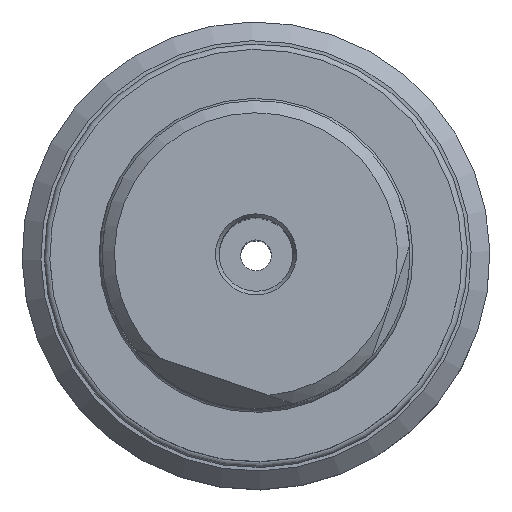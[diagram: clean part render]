
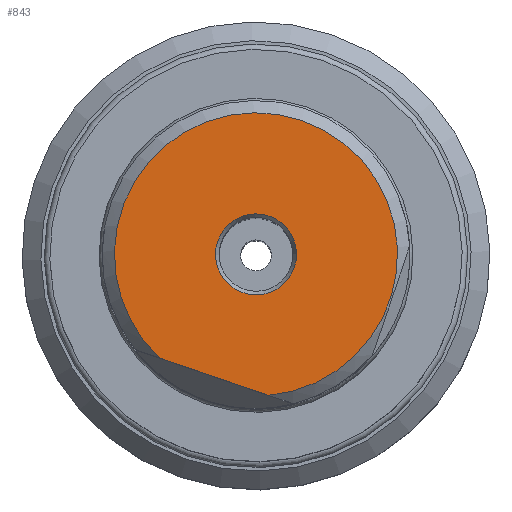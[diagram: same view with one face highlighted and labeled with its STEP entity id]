
A CAD part, top view. The second image highlights one B-rep face of the part: STEP entity #843.
In plain terms, the highlighted planar face has unit normal (0, 0, 1).
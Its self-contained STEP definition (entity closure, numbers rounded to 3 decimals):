
#78=CIRCLE('',#945,3.289);
#79=CIRCLE('',#946,11.5);
#175=ORIENTED_EDGE('',*,*,#375,.T.);
#176=ORIENTED_EDGE('',*,*,#376,.F.);
#177=ORIENTED_EDGE('',*,*,#377,.F.);
#375=EDGE_CURVE('',#469,#469,#78,.T.);
#376=EDGE_CURVE('',#470,#471,#79,.T.);
#377=EDGE_CURVE('',#471,#470,#536,.T.);
#469=VERTEX_POINT('',#1430);
#470=VERTEX_POINT('',#1432);
#471=VERTEX_POINT('',#1433);
#536=LINE('',#1434,#578);
#578=VECTOR('',#1153,1000.);
#617=EDGE_LOOP('',(#175));
#618=EDGE_LOOP('',(#176,#177));
#717=FACE_BOUND('',#617,.T.);
#718=FACE_BOUND('',#618,.T.);
#810=PLANE('',#944);
#843=ADVANCED_FACE('',(#717,#718),#810,.T.);
#944=AXIS2_PLACEMENT_3D('',#1428,#1147,#1148);
#945=AXIS2_PLACEMENT_3D('',#1429,#1149,#1150);
#946=AXIS2_PLACEMENT_3D('',#1431,#1151,#1152);
#1147=DIRECTION('',(0.,0.,1.));
#1148=DIRECTION('',(0.946,-0.324,0.));
#1149=DIRECTION('',(0.,0.,-1.));
#1150=DIRECTION('',(0.946,-0.324,0.));
#1151=DIRECTION('',(0.,0.,-1.));
#1152=DIRECTION('',(-0.946,0.324,0.));
#1153=DIRECTION('',(-0.946,0.324,0.));
#1428=CARTESIAN_POINT('',(-1.065,-3.112,57.));
#1429=CARTESIAN_POINT('',(0.,0.,57.));
#1430=CARTESIAN_POINT('',(3.112,-1.065,57.));
#1431=CARTESIAN_POINT('',(0.,0.,57.));
#1432=CARTESIAN_POINT('',(-7.837,-8.416,57.));
#1433=CARTESIAN_POINT('',(1.038,-11.453,57.));
#1434=CARTESIAN_POINT('',(15.523,-16.41,57.));
